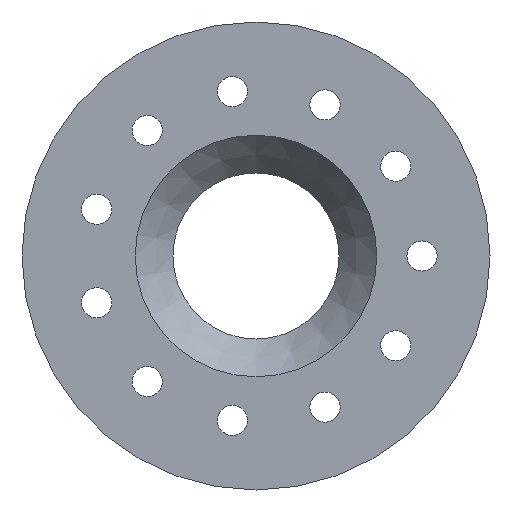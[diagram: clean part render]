
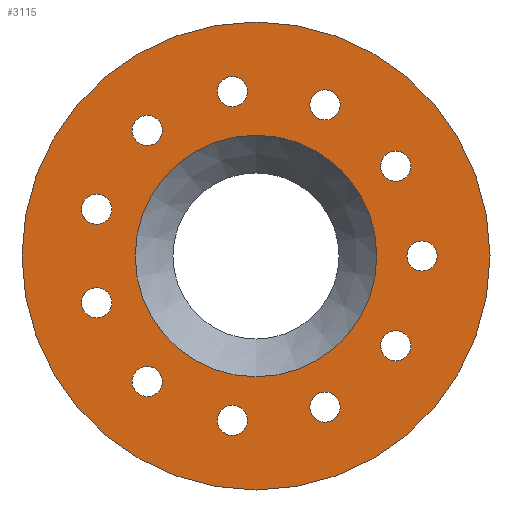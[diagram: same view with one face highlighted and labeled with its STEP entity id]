
A CAD part, left-side view. The second image highlights one B-rep face of the part: STEP entity #3115.
In plain terms, the highlighted planar face has unit normal (-1, 0, 0).
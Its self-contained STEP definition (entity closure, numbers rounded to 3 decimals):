
#1155 = VERTEX_POINT('',#1156);
#1156 = CARTESIAN_POINT('',(0.,0.,15.5));
#1162 = EDGE_CURVE('',#1155,#1155,#1163,.T.);
#1163 = CIRCLE('',#1164,15.5);
#1164 = AXIS2_PLACEMENT_3D('',#1165,#1166,#1167);
#1165 = CARTESIAN_POINT('',(0.,0.,0.));
#1166 = DIRECTION('',(1.,0.,-0.));
#1167 = DIRECTION('',(0.,0.,1.));
#3115 = ADVANCED_FACE('',(#3116,#3119,#3130,#3141,#3152,#3163,#3174,
    #3185,#3196,#3207,#3218,#3229,#3240),#3251,.F.);
#3116 = FACE_BOUND('',#3117,.T.);
#3117 = EDGE_LOOP('',(#3118));
#3118 = ORIENTED_EDGE('',*,*,#1162,.F.);
#3119 = FACE_BOUND('',#3120,.T.);
#3120 = EDGE_LOOP('',(#3121));
#3121 = ORIENTED_EDGE('',*,*,#3122,.F.);
#3122 = EDGE_CURVE('',#3123,#3123,#3125,.T.);
#3123 = VERTEX_POINT('',#3124);
#3124 = CARTESIAN_POINT('',(0.,6.448,8.968));
#3125 = CIRCLE('',#3126,1.);
#3126 = AXIS2_PLACEMENT_3D('',#3127,#3128,#3129);
#3127 = CARTESIAN_POINT('',(0.,7.203,8.313));
#3128 = DIRECTION('',(-1.,0.,0.));
#3129 = DIRECTION('',(0.,-0.756,0.655));
#3130 = FACE_BOUND('',#3131,.T.);
#3131 = EDGE_LOOP('',(#3132));
#3132 = ORIENTED_EDGE('',*,*,#3133,.F.);
#3133 = EDGE_CURVE('',#3134,#3134,#3136,.T.);
#3134 = VERTEX_POINT('',#3135);
#3135 = CARTESIAN_POINT('',(0.,10.273,4.059));
#3136 = CIRCLE('',#3137,1.);
#3137 = AXIS2_PLACEMENT_3D('',#3138,#3139,#3140);
#3138 = CARTESIAN_POINT('',(0.,10.554,3.099));
#3139 = DIRECTION('',(-1.,0.,0.));
#3140 = DIRECTION('',(0.,-0.282,0.959));
#3141 = FACE_BOUND('',#3142,.T.);
#3142 = EDGE_LOOP('',(#3143));
#3143 = ORIENTED_EDGE('',*,*,#3144,.F.);
#3144 = EDGE_CURVE('',#3145,#3145,#3147,.T.);
#3145 = VERTEX_POINT('',#3146);
#3146 = CARTESIAN_POINT('',(0.,0.576,11.03));
#3147 = CIRCLE('',#3148,1.);
#3148 = AXIS2_PLACEMENT_3D('',#3149,#3150,#3151);
#3149 = CARTESIAN_POINT('',(0.,1.565,10.888));
#3150 = DIRECTION('',(-1.,0.,0.));
#3151 = DIRECTION('',(0.,-0.99,0.142));
#3152 = FACE_BOUND('',#3153,.T.);
#3153 = EDGE_LOOP('',(#3154));
#3154 = ORIENTED_EDGE('',*,*,#3155,.F.);
#3155 = EDGE_CURVE('',#3156,#3156,#3158,.T.);
#3156 = VERTEX_POINT('',#3157);
#3157 = CARTESIAN_POINT('',(0.,10.836,-2.14));
#3158 = CIRCLE('',#3159,1.);
#3159 = AXIS2_PLACEMENT_3D('',#3160,#3161,#3162);
#3160 = CARTESIAN_POINT('',(0.,10.554,-3.099));
#3161 = DIRECTION('',(-1.,0.,0.));
#3162 = DIRECTION('',(0.,0.282,0.959));
#3163 = FACE_BOUND('',#3164,.T.);
#3164 = EDGE_LOOP('',(#3165));
#3165 = ORIENTED_EDGE('',*,*,#3166,.F.);
#3166 = EDGE_CURVE('',#3167,#3167,#3169,.T.);
#3167 = VERTEX_POINT('',#3168);
#3168 = CARTESIAN_POINT('',(0.,7.959,-7.658));
#3169 = CIRCLE('',#3170,1.);
#3170 = AXIS2_PLACEMENT_3D('',#3171,#3172,#3173);
#3171 = CARTESIAN_POINT('',(0.,7.203,-8.313));
#3172 = DIRECTION('',(-1.,0.,0.));
#3173 = DIRECTION('',(0.,0.756,0.655));
#3174 = FACE_BOUND('',#3175,.T.);
#3175 = EDGE_LOOP('',(#3176));
#3176 = ORIENTED_EDGE('',*,*,#3177,.T.);
#3177 = EDGE_CURVE('',#3178,#3178,#3180,.T.);
#3178 = VERTEX_POINT('',#3179);
#3179 = CARTESIAN_POINT('',(0.,0.,8.));
#3180 = CIRCLE('',#3181,8.);
#3181 = AXIS2_PLACEMENT_3D('',#3182,#3183,#3184);
#3182 = CARTESIAN_POINT('',(0.,0.,0.));
#3183 = DIRECTION('',(1.,0.,-0.));
#3184 = DIRECTION('',(0.,0.,1.));
#3185 = FACE_BOUND('',#3186,.T.);
#3186 = EDGE_LOOP('',(#3187));
#3187 = ORIENTED_EDGE('',*,*,#3188,.F.);
#3188 = EDGE_CURVE('',#3189,#3189,#3191,.T.);
#3189 = VERTEX_POINT('',#3190);
#3190 = CARTESIAN_POINT('',(0.,2.555,-10.746));
#3191 = CIRCLE('',#3192,1.);
#3192 = AXIS2_PLACEMENT_3D('',#3193,#3194,#3195);
#3193 = CARTESIAN_POINT('',(0.,1.565,-10.888));
#3194 = DIRECTION('',(-1.,0.,0.));
#3195 = DIRECTION('',(0.,0.99,0.142));
#3196 = FACE_BOUND('',#3197,.T.);
#3197 = EDGE_LOOP('',(#3198));
#3198 = ORIENTED_EDGE('',*,*,#3199,.F.);
#3199 = EDGE_CURVE('',#3200,#3200,#3202,.T.);
#3200 = VERTEX_POINT('',#3201);
#3201 = CARTESIAN_POINT('',(0.,-5.479,9.591));
#3202 = CIRCLE('',#3203,1.);
#3203 = AXIS2_PLACEMENT_3D('',#3204,#3205,#3206);
#3204 = CARTESIAN_POINT('',(0.,-4.57,10.006));
#3205 = DIRECTION('',(-1.,-0.,0.));
#3206 = DIRECTION('',(0.,-0.91,-0.415));
#3207 = FACE_BOUND('',#3208,.T.);
#3208 = EDGE_LOOP('',(#3209));
#3209 = ORIENTED_EDGE('',*,*,#3210,.F.);
#3210 = EDGE_CURVE('',#3211,#3211,#3213,.T.);
#3211 = VERTEX_POINT('',#3212);
#3212 = CARTESIAN_POINT('',(0.,-9.794,5.106));
#3213 = CIRCLE('',#3214,1.);
#3214 = AXIS2_PLACEMENT_3D('',#3215,#3216,#3217);
#3215 = CARTESIAN_POINT('',(0.,-9.254,5.947));
#3216 = DIRECTION('',(-1.,-0.,0.));
#3217 = DIRECTION('',(0.,-0.541,-0.841));
#3218 = FACE_BOUND('',#3219,.T.);
#3219 = EDGE_LOOP('',(#3220));
#3220 = ORIENTED_EDGE('',*,*,#3221,.F.);
#3221 = EDGE_CURVE('',#3222,#3222,#3224,.T.);
#3222 = VERTEX_POINT('',#3223);
#3223 = CARTESIAN_POINT('',(0.,-3.66,-10.421));
#3224 = CIRCLE('',#3225,1.);
#3225 = AXIS2_PLACEMENT_3D('',#3226,#3227,#3228);
#3226 = CARTESIAN_POINT('',(0.,-4.57,-10.006));
#3227 = DIRECTION('',(-1.,0.,-0.));
#3228 = DIRECTION('',(0.,0.91,-0.415));
#3229 = FACE_BOUND('',#3230,.T.);
#3230 = EDGE_LOOP('',(#3231));
#3231 = ORIENTED_EDGE('',*,*,#3232,.F.);
#3232 = EDGE_CURVE('',#3233,#3233,#3235,.T.);
#3233 = VERTEX_POINT('',#3234);
#3234 = CARTESIAN_POINT('',(0.,-11.,-1.));
#3235 = CIRCLE('',#3236,1.);
#3236 = AXIS2_PLACEMENT_3D('',#3237,#3238,#3239);
#3237 = CARTESIAN_POINT('',(0.,-11.,0.));
#3238 = DIRECTION('',(-1.,-0.,0.));
#3239 = DIRECTION('',(0.,0.,-1.));
#3240 = FACE_BOUND('',#3241,.T.);
#3241 = EDGE_LOOP('',(#3242));
#3242 = ORIENTED_EDGE('',*,*,#3243,.F.);
#3243 = EDGE_CURVE('',#3244,#3244,#3246,.T.);
#3244 = VERTEX_POINT('',#3245);
#3245 = CARTESIAN_POINT('',(0.,-8.713,-6.788));
#3246 = CIRCLE('',#3247,1.);
#3247 = AXIS2_PLACEMENT_3D('',#3248,#3249,#3250);
#3248 = CARTESIAN_POINT('',(0.,-9.254,-5.947));
#3249 = DIRECTION('',(-1.,0.,-0.));
#3250 = DIRECTION('',(0.,0.541,-0.841));
#3251 = PLANE('',#3252);
#3252 = AXIS2_PLACEMENT_3D('',#3253,#3254,#3255);
#3253 = CARTESIAN_POINT('',(0.,0.,0.));
#3254 = DIRECTION('',(1.,0.,0.));
#3255 = DIRECTION('',(0.,0.,1.));
